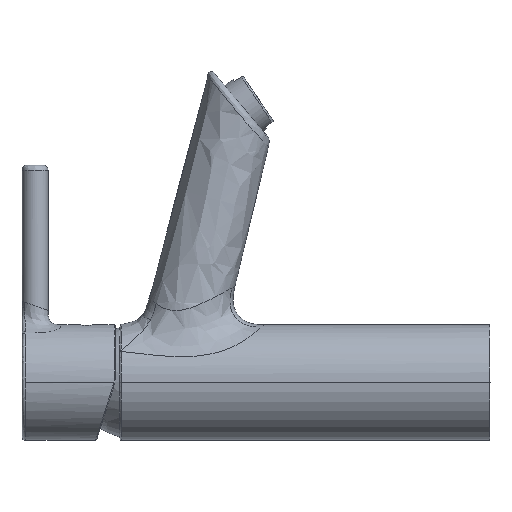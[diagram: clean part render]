
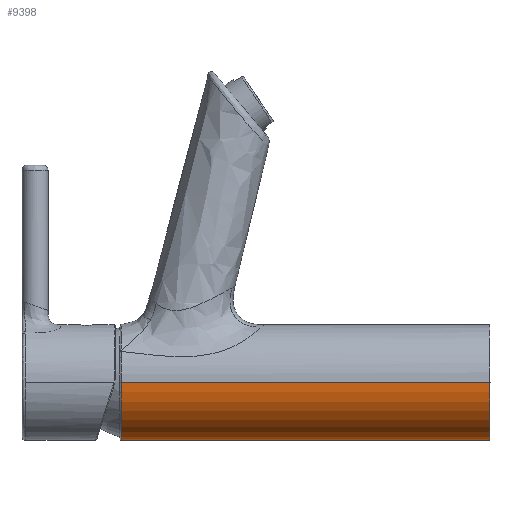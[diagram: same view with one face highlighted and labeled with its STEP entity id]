
A CAD part, left-side view. The second image highlights one B-rep face of the part: STEP entity #9398.
In plain terms, the highlighted cylindrical face has radius 23.25 mm (diameter 46.5 mm), a partial arc.
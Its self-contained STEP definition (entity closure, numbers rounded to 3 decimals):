
#771 = CARTESIAN_POINT ( 'NONE',  ( 23.25, 72., 0. ) ) ;
#938 = VECTOR ( 'NONE', #2822, 1000. ) ;
#1316 = DIRECTION ( 'NONE',  ( 1., 0., 0. ) ) ;
#1815 = EDGE_CURVE ( 'NONE', #6345, #3716, #9111, .T. ) ;
#1891 = LINE ( 'NONE', #2062, #938 ) ;
#2025 = VECTOR ( 'NONE', #8411, 1000. ) ;
#2036 = VERTEX_POINT ( 'NONE', #9374 ) ;
#2038 = CARTESIAN_POINT ( 'NONE',  ( -23.25, -5., 0. ) ) ;
#2062 = CARTESIAN_POINT ( 'NONE',  ( -23.25, 72., 0. ) ) ;
#2134 = CIRCLE ( 'NONE', #3785, 23.25 ) ;
#2156 = CARTESIAN_POINT ( 'NONE',  ( 23.25, 143.5, 0. ) ) ;
#2404 = ORIENTED_EDGE ( 'NONE', *, *, #1815, .F. ) ;
#2410 = DIRECTION ( 'NONE',  ( 0., 1., 0. ) ) ;
#2822 = DIRECTION ( 'NONE',  ( 0., 1., 0. ) ) ;
#2945 = AXIS2_PLACEMENT_3D ( 'NONE', #4634, #2410, #7742 ) ;
#3259 = CARTESIAN_POINT ( 'NONE',  ( 0., -5., 0. ) ) ;
#3462 = AXIS2_PLACEMENT_3D ( 'NONE', #3259, #5569, #8625 ) ;
#3716 = VERTEX_POINT ( 'NONE', #2156 ) ;
#3785 = AXIS2_PLACEMENT_3D ( 'NONE', #9730, #4378, #1316 ) ;
#3819 = ORIENTED_EDGE ( 'NONE', *, *, #7079, .T. ) ;
#4228 = CARTESIAN_POINT ( 'NONE',  ( 23.25, -5., 0. ) ) ;
#4378 = DIRECTION ( 'NONE',  ( 0., -1., 0. ) ) ;
#4634 = CARTESIAN_POINT ( 'NONE',  ( 0., 72., 0. ) ) ;
#5146 = CYLINDRICAL_SURFACE ( 'NONE', #2945, 23.25 ) ;
#5253 = CIRCLE ( 'NONE', #3462, 23.25 ) ;
#5387 = ORIENTED_EDGE ( 'NONE', *, *, #6010, .T. ) ;
#5569 = DIRECTION ( 'NONE',  ( 0., 1., 0. ) ) ;
#5754 = ORIENTED_EDGE ( 'NONE', *, *, #7417, .T. ) ;
#6010 = EDGE_CURVE ( 'NONE', #7196, #2036, #1891, .T. ) ;
#6345 = VERTEX_POINT ( 'NONE', #4228 ) ;
#7079 = EDGE_CURVE ( 'NONE', #2036, #3716, #2134, .T. ) ;
#7147 = FACE_OUTER_BOUND ( 'NONE', #8861, .T. ) ;
#7196 = VERTEX_POINT ( 'NONE', #2038 ) ;
#7417 = EDGE_CURVE ( 'NONE', #6345, #7196, #5253, .T. ) ;
#7742 = DIRECTION ( 'NONE',  ( 1., 0., 0. ) ) ;
#8411 = DIRECTION ( 'NONE',  ( 0., 1., 0. ) ) ;
#8625 = DIRECTION ( 'NONE',  ( 1., 0., 0. ) ) ;
#8861 = EDGE_LOOP ( 'NONE', ( #5754, #5387, #3819, #2404 ) ) ;
#9111 = LINE ( 'NONE', #771, #2025 ) ;
#9374 = CARTESIAN_POINT ( 'NONE',  ( -23.25, 143.5, 0. ) ) ;
#9398 = ADVANCED_FACE ( 'NONE', ( #7147 ), #5146, .T. ) ;
#9730 = CARTESIAN_POINT ( 'NONE',  ( 0., 143.5, 0. ) ) ;
